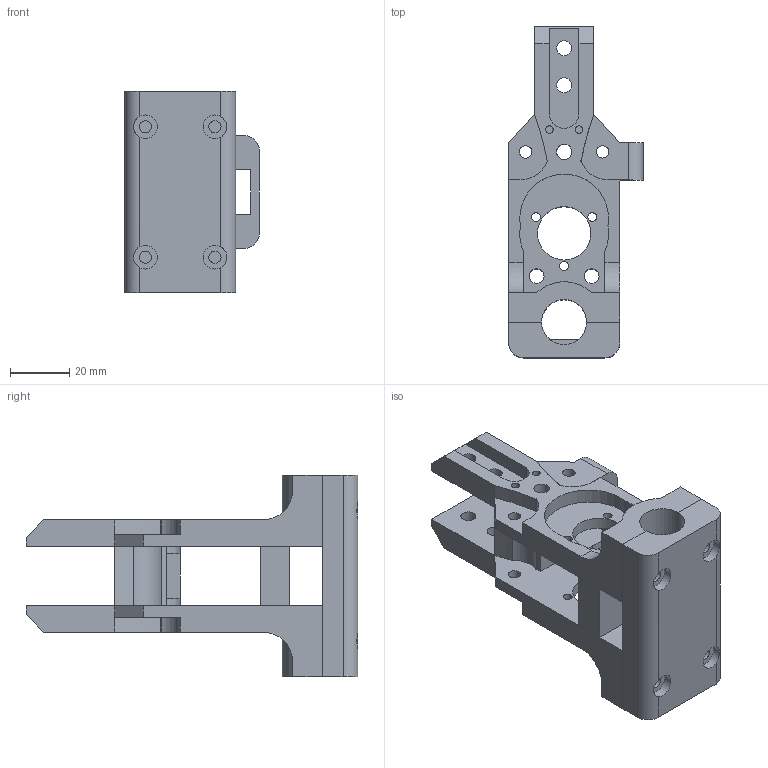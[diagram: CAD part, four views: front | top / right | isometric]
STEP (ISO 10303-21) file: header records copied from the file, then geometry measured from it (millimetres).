
FILE_DESCRIPTION(/* description */ (''),/* implementation_level */ '2;1');
FILE_NAME(/* name */ 'GM_XZ.step',/* time_stamp */ '2023-10-03T16:07:25-07:00',/* author */ (''),/* organization */ (''),/* preprocessor_version */ 'ST-DEVELOPER v20',/* originating_system */ 'Autodesk Translation Framework v12.14.0.127',/* authorisation */ '');
FILE_SCHEMA (('AUTOMOTIVE_DESIGN { 1 0 10303 214 3 1 1 }'));
Length unit declared in the file: millimetre
Products named in the file (1): GM_XCar
Bounding box: 45.5 x 112 x 68 mm (x, y, z)
Volume: 80477.9 mm3; surface area: 40692.3 mm2
Topology: 6 solids, 6 shells, 219 faces, 589 edges, 385 vertices
Faces by surface type: plane 114, cylinder 104, bspline 1
Full cylindrical faces by diameter (mm): 2.6 x4, 3 x6, 4.1 x8, 4.2 x8, 5 x6, 5.1 x5, 5.2 x4, 7.1 x1, 8 x4, 10 x1, 18 x2
Entity records: 7720 total; most frequent: CARTESIAN_POINT 1855, DIRECTION 1225, ORIENTED_EDGE 1178, EDGE_CURVE 589, AXIS2_PLACEMENT_3D 428, VERTEX_POINT 385, LINE 369, VECTOR 369
